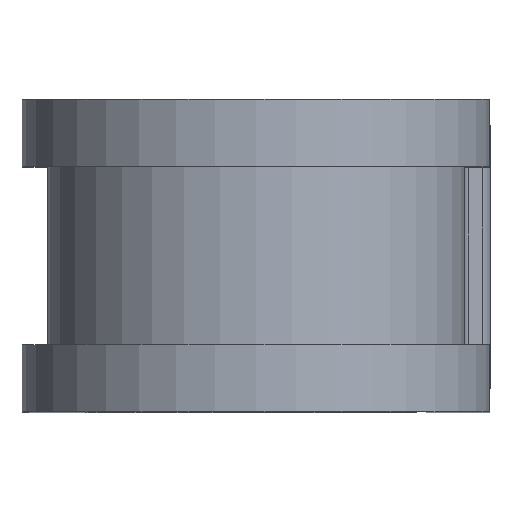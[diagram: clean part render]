
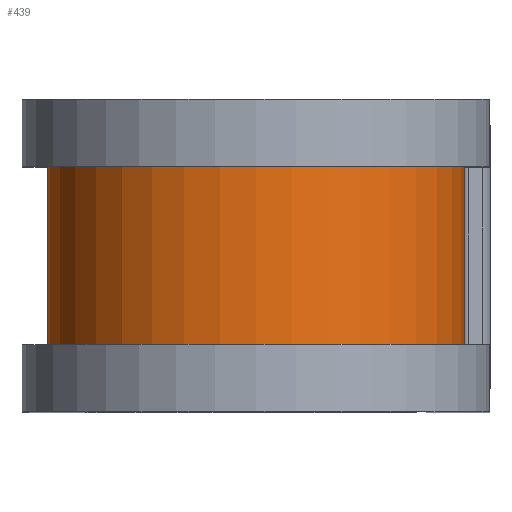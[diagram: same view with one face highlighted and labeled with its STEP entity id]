
A CAD part, top view. The second image highlights one B-rep face of the part: STEP entity #439.
In plain terms, the highlighted cylindrical face has radius 12.649 mm (diameter 25.298 mm), a partial arc.
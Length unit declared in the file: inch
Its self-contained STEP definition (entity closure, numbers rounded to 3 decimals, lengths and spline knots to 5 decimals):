
#30 = DIRECTION ( 'NONE',  ( 0., 0., -1. ) ) ;
#63 = DIRECTION ( 'NONE',  ( 0., -1., 0. ) ) ;
#74 = DIRECTION ( 'NONE',  ( 0., -1., 0. ) ) ;
#200 = ORIENTED_EDGE ( 'NONE', *, *, #1109, .F. ) ;
#274 = VERTEX_POINT ( 'NONE', #2050 ) ;
#360 = VERTEX_POINT ( 'NONE', #1091 ) ;
#439 = ADVANCED_FACE ( 'NONE', ( #1347 ), #1260, .T. ) ;
#720 = CARTESIAN_POINT ( 'NONE',  ( 0., -0.2125, 0.812 ) ) ;
#730 = EDGE_CURVE ( 'NONE', #360, #274, #1624, .T. ) ;
#854 = AXIS2_PLACEMENT_3D ( 'NONE', #1082, #74, #1238 ) ;
#865 = CARTESIAN_POINT ( 'NONE',  ( 0., 0.3125, 0.812 ) ) ;
#890 = DIRECTION ( 'NONE',  ( 0., 0., -1. ) ) ;
#1082 = CARTESIAN_POINT ( 'NONE',  ( 0., 0.2125, 0.812 ) ) ;
#1091 = CARTESIAN_POINT ( 'NONE',  ( 0.498, -0.2125, 0.812 ) ) ;
#1105 = AXIS2_PLACEMENT_3D ( 'NONE', #720, #1862, #890 ) ;
#1109 = EDGE_CURVE ( 'NONE', #1463, #360, #1295, .T. ) ;
#1228 = CARTESIAN_POINT ( 'NONE',  ( 0.498, 0.3125, 0.812 ) ) ;
#1238 = DIRECTION ( 'NONE',  ( 0., 0., -1. ) ) ;
#1257 = ORIENTED_EDGE ( 'NONE', *, *, #2084, .T. ) ;
#1260 = CYLINDRICAL_SURFACE ( 'NONE', #1724, 0.498 ) ;
#1280 = VECTOR ( 'NONE', #1795, 39.37008 ) ;
#1295 = LINE ( 'NONE', #1228, #1732 ) ;
#1306 = CARTESIAN_POINT ( 'NONE',  ( -0.498, 0.3125, 0.812 ) ) ;
#1322 = LINE ( 'NONE', #1306, #1280 ) ;
#1347 = FACE_OUTER_BOUND ( 'NONE', #1570, .T. ) ;
#1435 = CARTESIAN_POINT ( 'NONE',  ( -0.498, 0.2125, 0.812 ) ) ;
#1439 = CIRCLE ( 'NONE', #854, 0.498 ) ;
#1463 = VERTEX_POINT ( 'NONE', #1959 ) ;
#1570 = EDGE_LOOP ( 'NONE', ( #200, #1257, #1769, #1884 ) ) ;
#1624 = CIRCLE ( 'NONE', #1105, 0.498 ) ;
#1724 = AXIS2_PLACEMENT_3D ( 'NONE', #865, #2008, #30 ) ;
#1728 = VERTEX_POINT ( 'NONE', #1435 ) ;
#1732 = VECTOR ( 'NONE', #63, 39.37008 ) ;
#1769 = ORIENTED_EDGE ( 'NONE', *, *, #1946, .T. ) ;
#1795 = DIRECTION ( 'NONE',  ( 0., -1., 0. ) ) ;
#1862 = DIRECTION ( 'NONE',  ( 0., -1., 0. ) ) ;
#1884 = ORIENTED_EDGE ( 'NONE', *, *, #730, .F. ) ;
#1946 = EDGE_CURVE ( 'NONE', #1728, #274, #1322, .T. ) ;
#1959 = CARTESIAN_POINT ( 'NONE',  ( 0.498, 0.2125, 0.812 ) ) ;
#2008 = DIRECTION ( 'NONE',  ( 0., -1., 0. ) ) ;
#2050 = CARTESIAN_POINT ( 'NONE',  ( -0.498, -0.2125, 0.812 ) ) ;
#2084 = EDGE_CURVE ( 'NONE', #1463, #1728, #1439, .T. ) ;
